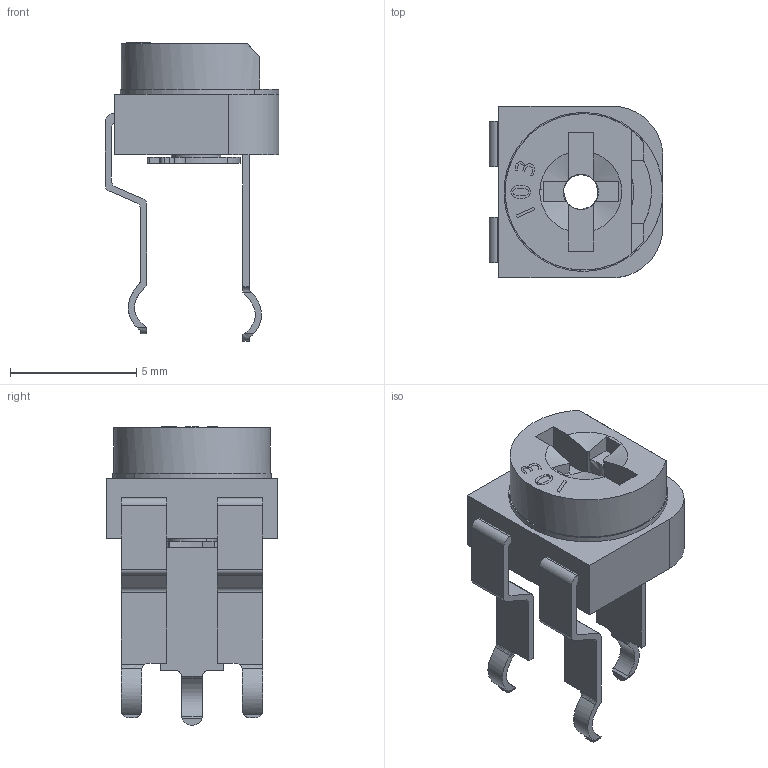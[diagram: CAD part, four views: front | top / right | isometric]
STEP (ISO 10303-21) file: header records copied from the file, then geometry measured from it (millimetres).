
FILE_DESCRIPTION(('FreeCAD Model'),'2;1');
FILE_NAME('Open CASCADE Shape Model','2024-06-12T01:15:58',(''),(''), 'Open CASCADE STEP processor 7.6','FreeCAD','Unknown');
FILE_SCHEMA(('AUTOMOTIVE_DESIGN { 1 0 10303 214 1 1 1 1 }'));
Length unit declared in the file: millimetre
Products named in the file (12): Document; COMPOUND009; COMPOUND; COMPOUND001; COMPOUND002; COMPOUND003; COMPOUND004; COMPOUND005; COMPOUND006; COMPOUND007; COMPOUND008; SHELL
Assembly tree (11 placements, depth 3):
  Document
    COMPOUND009
      COMPOUND
      COMPOUND001
      COMPOUND002
      COMPOUND003
      COMPOUND004
      COMPOUND005
      COMPOUND006
      COMPOUND007
      COMPOUND008
    SHELL
Bounding box: 6.88 x 6.8 x 11.82 mm (x, y, z)
Volume: 139.2 mm3; surface area: 531.3 mm2
Topology: 9 solids, 10 shells, 216 faces, 576 edges, 379 vertices
Faces by surface type: plane 130, bspline 86
Entity records: 16945 total; most frequent: CARTESIAN_POINT 8445, B_SPLINE_CURVE_WITH_KNOTS 1157, ORIENTED_EDGE 1146, PCURVE 1146, DEFINITIONAL_REPRESENTATION 1146, EDGE_CURVE 576, SURFACE_CURVE 576, DIRECTION 563
